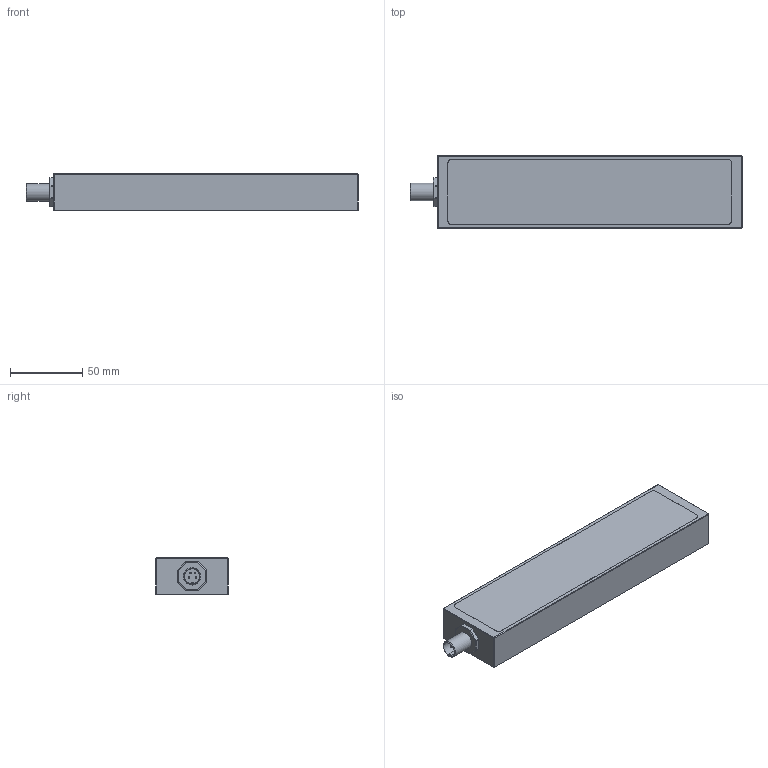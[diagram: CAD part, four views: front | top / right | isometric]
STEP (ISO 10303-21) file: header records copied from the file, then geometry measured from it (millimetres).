
FILE_DESCRIPTION(/* description */ ('Alibre Inc.'),/* implementation_level */ '2;1');
FILE_NAME(/* name */ 'export0',/* time_stamp */ '2016-04-04T15:00:33+02:00',/* author */ (''),/* organization */ (''),/* preprocessor_version */ 'ST-DEVELOPER v14',/* originating_system */ 'Alibre',/* authorisation */ '');
FILE_SCHEMA (('CONFIG_CONTROL_DESIGN'));
Length unit declared in the file: centimetre
Products named in the file (1): ID_1
Bounding box: 229 x 50 x 25 mm (x, y, z)
Volume: 261990 mm3; surface area: 39668.7 mm2
Topology: 1 solids, 7 shells, 110 faces, 228 edges, 137 vertices
Faces by surface type: cylinder 49, plane 43, sphere 16, cone 1, torus 1
Full cylindrical faces by diameter (mm): 1 x4, 2.459 x5, 4.917 x4, 10.376 x1, 12 x1
Entity records: 2791 total; most frequent: CARTESIAN_POINT 504, DIRECTION 469, ORIENTED_EDGE 392, AXIS2_PLACEMENT_3D 209, EDGE_CURVE 196, EDGE_LOOP 139, FACE_BOUND 139, VERTEX_POINT 129
